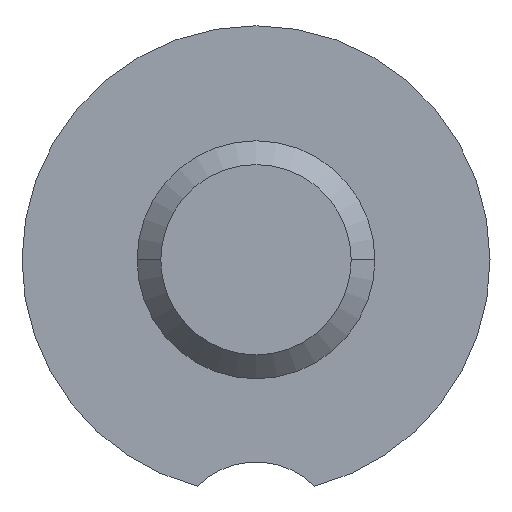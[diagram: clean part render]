
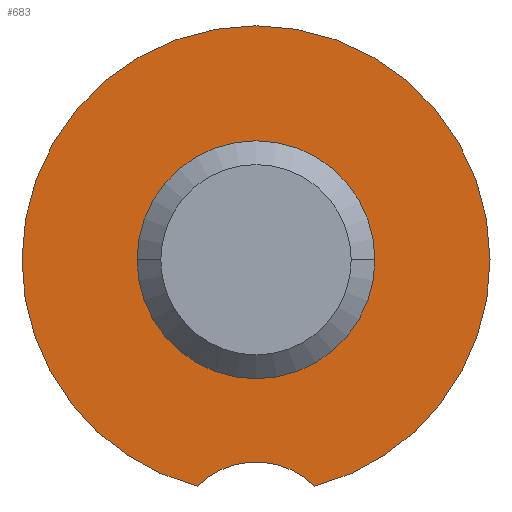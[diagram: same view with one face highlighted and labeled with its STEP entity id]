
A CAD part, front view. The second image highlights one B-rep face of the part: STEP entity #683.
In plain terms, the highlighted planar face has unit normal (0, -1, 0).
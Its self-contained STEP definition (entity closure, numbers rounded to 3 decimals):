
#37 = DIRECTION ( 'NONE',  ( -1., 0., 0. ) ) ;
#42 = EDGE_LOOP ( 'NONE', ( #103, #206, #377, #608 ) ) ;
#48 = DIRECTION ( 'NONE',  ( -1., 0., 0. ) ) ;
#49 = CIRCLE ( 'NONE', #419, 1.05 ) ;
#76 = PLANE ( 'NONE',  #586 ) ;
#90 = CIRCLE ( 'NONE', #193, 1.5 ) ;
#97 = CARTESIAN_POINT ( 'NONE',  ( 2.95, 23., 0. ) ) ;
#103 = ORIENTED_EDGE ( 'NONE', *, *, #374, .F. ) ;
#141 = DIRECTION ( 'NONE',  ( 0., 1., 0. ) ) ;
#143 = CARTESIAN_POINT ( 'NONE',  ( -0.74, 23., -2.856 ) ) ;
#171 = FACE_OUTER_BOUND ( 'NONE', #42, .T. ) ;
#193 = AXIS2_PLACEMENT_3D ( 'NONE', #477, #467, #353 ) ;
#199 = CARTESIAN_POINT ( 'NONE',  ( 0.74, 23., -2.856 ) ) ;
#206 = ORIENTED_EDGE ( 'NONE', *, *, #646, .F. ) ;
#232 = DIRECTION ( 'NONE',  ( 0., 1., 0. ) ) ;
#253 = AXIS2_PLACEMENT_3D ( 'NONE', #665, #720, #593 ) ;
#260 = ORIENTED_EDGE ( 'NONE', *, *, #383, .T. ) ;
#263 = VERTEX_POINT ( 'NONE', #143 ) ;
#265 = DIRECTION ( 'NONE',  ( -1., 0., 0. ) ) ;
#271 = CIRCLE ( 'NONE', #325, 2.95 ) ;
#282 = EDGE_LOOP ( 'NONE', ( #681, #260 ) ) ;
#287 = CARTESIAN_POINT ( 'NONE',  ( -2.95, 23., 0. ) ) ;
#309 = VERTEX_POINT ( 'NONE', #648 ) ;
#311 = VERTEX_POINT ( 'NONE', #287 ) ;
#324 = EDGE_CURVE ( 'NONE', #311, #426, #271, .T. ) ;
#325 = AXIS2_PLACEMENT_3D ( 'NONE', #521, #759, #346 ) ;
#334 = CARTESIAN_POINT ( 'NONE',  ( 1.5, 23., 0. ) ) ;
#346 = DIRECTION ( 'NONE',  ( -1., 0., 0. ) ) ;
#353 = DIRECTION ( 'NONE',  ( -1., 0., 0. ) ) ;
#358 = DIRECTION ( 'NONE',  ( 0., 1., 0. ) ) ;
#361 = AXIS2_PLACEMENT_3D ( 'NONE', #657, #358, #48 ) ;
#362 = CIRCLE ( 'NONE', #253, 1.5 ) ;
#374 = EDGE_CURVE ( 'NONE', #263, #311, #411, .T. ) ;
#377 = ORIENTED_EDGE ( 'NONE', *, *, #433, .F. ) ;
#383 = EDGE_CURVE ( 'NONE', #309, #744, #90, .T. ) ;
#389 = CARTESIAN_POINT ( 'NONE',  ( -1.5, 23., 0. ) ) ;
#406 = CARTESIAN_POINT ( 'NONE',  ( 0., 23., 0. ) ) ;
#411 = CIRCLE ( 'NONE', #499, 2.95 ) ;
#419 = AXIS2_PLACEMENT_3D ( 'NONE', #503, #571, #265 ) ;
#426 = VERTEX_POINT ( 'NONE', #97 ) ;
#433 = EDGE_CURVE ( 'NONE', #426, #542, #741, .T. ) ;
#439 = DIRECTION ( 'NONE',  ( -1., 0., 0. ) ) ;
#463 = EDGE_CURVE ( 'NONE', #744, #309, #362, .T. ) ;
#467 = DIRECTION ( 'NONE',  ( 0., 1., 0. ) ) ;
#477 = CARTESIAN_POINT ( 'NONE',  ( 0., 23., 0. ) ) ;
#499 = AXIS2_PLACEMENT_3D ( 'NONE', #406, #232, #37 ) ;
#503 = CARTESIAN_POINT ( 'NONE',  ( 0., 23., -3.6 ) ) ;
#521 = CARTESIAN_POINT ( 'NONE',  ( 0., 23., 0. ) ) ;
#542 = VERTEX_POINT ( 'NONE', #199 ) ;
#571 = DIRECTION ( 'NONE',  ( 0., -1., 0. ) ) ;
#586 = AXIS2_PLACEMENT_3D ( 'NONE', #334, #141, #439 ) ;
#593 = DIRECTION ( 'NONE',  ( -1., 0., 0. ) ) ;
#608 = ORIENTED_EDGE ( 'NONE', *, *, #324, .F. ) ;
#646 = EDGE_CURVE ( 'NONE', #542, #263, #49, .T. ) ;
#648 = CARTESIAN_POINT ( 'NONE',  ( 1.5, 23., 0. ) ) ;
#653 = FACE_BOUND ( 'NONE', #282, .T. ) ;
#657 = CARTESIAN_POINT ( 'NONE',  ( 0., 23., 0. ) ) ;
#665 = CARTESIAN_POINT ( 'NONE',  ( 0., 23., 0. ) ) ;
#681 = ORIENTED_EDGE ( 'NONE', *, *, #463, .T. ) ;
#683 = ADVANCED_FACE ( 'NONE', ( #171, #653 ), #76, .F. ) ;
#720 = DIRECTION ( 'NONE',  ( 0., 1., 0. ) ) ;
#741 = CIRCLE ( 'NONE', #361, 2.95 ) ;
#744 = VERTEX_POINT ( 'NONE', #389 ) ;
#759 = DIRECTION ( 'NONE',  ( 0., 1., 0. ) ) ;
